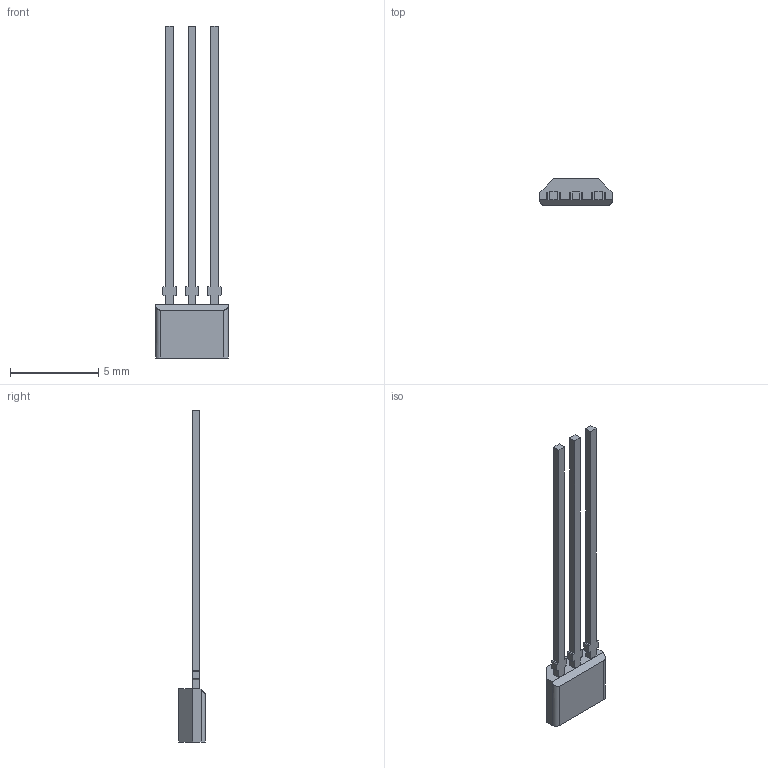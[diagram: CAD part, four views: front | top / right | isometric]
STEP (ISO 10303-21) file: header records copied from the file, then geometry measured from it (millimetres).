
FILE_DESCRIPTION (( 'STEP AP214' ), '1' );
FILE_NAME ('620-1001-ND TRANSDUCER.STEP', '2020-12-17T16:33:19', ( '' ), ( '' ), 'SwSTEP 2.0', 'SolidWorks 2018', '' );
FILE_SCHEMA (( 'AUTOMOTIVE_DESIGN' ));
Length unit declared in the file: millimetre
Products named in the file (1): 620-1001-ND TRANSDUCER
Bounding box: 4.09 x 1.52 x 18.77 mm (x, y, z)
Volume: 25.1 mm3; surface area: 122.1 mm2
Topology: 1 solids, 1 shells, 115 faces, 318 edges, 212 vertices
Faces by surface type: plane 64, bspline 35, cylinder 16
Entity records: 5522 total; most frequent: CARTESIAN_POINT 2631, ORIENTED_EDGE 636, DIRECTION 438, EDGE_CURVE 318, VECTOR 216, LINE 216, VERTEX_POINT 212, EDGE_LOOP 122
